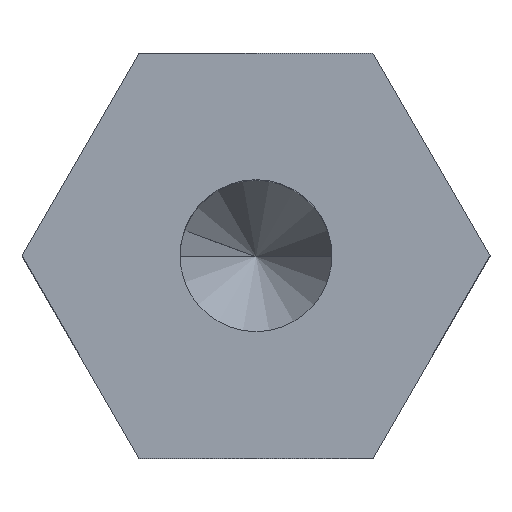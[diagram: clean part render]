
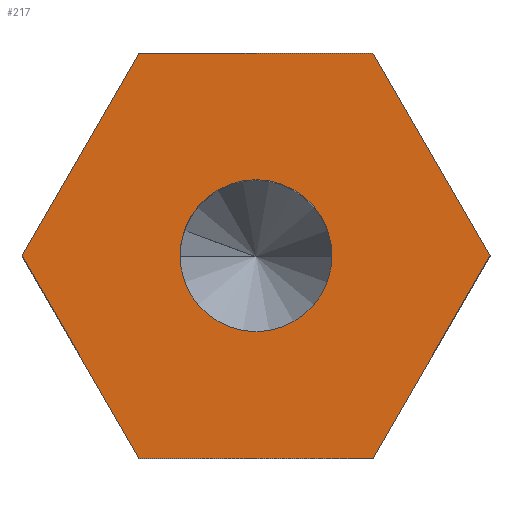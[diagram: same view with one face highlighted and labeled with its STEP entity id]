
A CAD part, top view. The second image highlights one B-rep face of the part: STEP entity #217.
In plain terms, the highlighted planar face has unit normal (0, 0, 1).
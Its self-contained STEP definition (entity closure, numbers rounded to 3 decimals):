
#30 = FACE_BOUND ( 'NONE', #1295, .T. ) ;
#43 = DIRECTION ( 'NONE',  ( -0.5, 0.866, 0. ) ) ;
#59 = CARTESIAN_POINT ( 'NONE',  ( 3.464, 6., 11. ) ) ;
#68 = CARTESIAN_POINT ( 'NONE',  ( -2.25, 0., 11. ) ) ;
#72 = CARTESIAN_POINT ( 'NONE',  ( -6.928, 0., 11. ) ) ;
#94 = VECTOR ( 'NONE', #1343, 1000. ) ;
#112 = EDGE_CURVE ( 'NONE', #1494, #1186, #470, .T. ) ;
#189 = CARTESIAN_POINT ( 'NONE',  ( 0., 0., 11. ) ) ;
#197 = CARTESIAN_POINT ( 'NONE',  ( -3.464, 6., 11. ) ) ;
#212 = CARTESIAN_POINT ( 'NONE',  ( -3.464, 6., 11. ) ) ;
#217 = ADVANCED_FACE ( 'NONE', ( #30, #958 ), #1086, .T. ) ;
#297 = DIRECTION ( 'NONE',  ( 0., 0., 1. ) ) ;
#306 = EDGE_LOOP ( 'NONE', ( #1717, #1201, #1005, #452, #575, #1472 ) ) ;
#308 = DIRECTION ( 'NONE',  ( 1., 0., 0. ) ) ;
#364 = DIRECTION ( 'NONE',  ( -0.5, -0.866, 0. ) ) ;
#372 = VERTEX_POINT ( 'NONE', #59 ) ;
#374 = EDGE_CURVE ( 'NONE', #1652, #762, #988, .T. ) ;
#452 = ORIENTED_EDGE ( 'NONE', *, *, #564, .T. ) ;
#460 = CARTESIAN_POINT ( 'NONE',  ( 0., 0., 11. ) ) ;
#470 = CIRCLE ( 'NONE', #610, 2.25 ) ;
#477 = EDGE_CURVE ( 'NONE', #762, #511, #985, .T. ) ;
#511 = VERTEX_POINT ( 'NONE', #884 ) ;
#564 = EDGE_CURVE ( 'NONE', #372, #1652, #1444, .T. ) ;
#567 = DIRECTION ( 'NONE',  ( 1., 0., 0. ) ) ;
#571 = LINE ( 'NONE', #1090, #1290 ) ;
#575 = ORIENTED_EDGE ( 'NONE', *, *, #374, .T. ) ;
#581 = CARTESIAN_POINT ( 'NONE',  ( 6.928, 0., 11. ) ) ;
#610 = AXIS2_PLACEMENT_3D ( 'NONE', #189, #297, #567 ) ;
#640 = VECTOR ( 'NONE', #1452, 1000. ) ;
#762 = VERTEX_POINT ( 'NONE', #1344 ) ;
#798 = AXIS2_PLACEMENT_3D ( 'NONE', #460, #1238, #1510 ) ;
#801 = EDGE_CURVE ( 'NONE', #1363, #1197, #571, .T. ) ;
#819 = EDGE_CURVE ( 'NONE', #1197, #372, #1227, .T. ) ;
#828 = AXIS2_PLACEMENT_3D ( 'NONE', #1624, #1504, #308 ) ;
#884 = CARTESIAN_POINT ( 'NONE',  ( -3.464, -6., 11. ) ) ;
#900 = EDGE_CURVE ( 'NONE', #1186, #1494, #1100, .T. ) ;
#932 = VECTOR ( 'NONE', #43, 1000. ) ;
#935 = LINE ( 'NONE', #1198, #94 ) ;
#958 = FACE_OUTER_BOUND ( 'NONE', #306, .T. ) ;
#963 = DIRECTION ( 'NONE',  ( 0.5, 0.866, 0. ) ) ;
#985 = LINE ( 'NONE', #72, #1526 ) ;
#988 = LINE ( 'NONE', #197, #1553 ) ;
#1005 = ORIENTED_EDGE ( 'NONE', *, *, #819, .T. ) ;
#1086 = PLANE ( 'NONE',  #828 ) ;
#1090 = CARTESIAN_POINT ( 'NONE',  ( 3.464, -6., 11. ) ) ;
#1100 = CIRCLE ( 'NONE', #798, 2.25 ) ;
#1114 = ORIENTED_EDGE ( 'NONE', *, *, #900, .F. ) ;
#1133 = EDGE_CURVE ( 'NONE', #511, #1363, #935, .T. ) ;
#1182 = CARTESIAN_POINT ( 'NONE',  ( 2.25, 0., 11. ) ) ;
#1186 = VERTEX_POINT ( 'NONE', #68 ) ;
#1197 = VERTEX_POINT ( 'NONE', #1398 ) ;
#1198 = CARTESIAN_POINT ( 'NONE',  ( -3.464, -6., 11. ) ) ;
#1201 = ORIENTED_EDGE ( 'NONE', *, *, #801, .T. ) ;
#1227 = LINE ( 'NONE', #581, #932 ) ;
#1238 = DIRECTION ( 'NONE',  ( 0., 0., 1. ) ) ;
#1290 = VECTOR ( 'NONE', #963, 1000. ) ;
#1295 = EDGE_LOOP ( 'NONE', ( #1583, #1114 ) ) ;
#1343 = DIRECTION ( 'NONE',  ( 1., 0., 0. ) ) ;
#1344 = CARTESIAN_POINT ( 'NONE',  ( -6.928, 0., 11. ) ) ;
#1363 = VERTEX_POINT ( 'NONE', #1407 ) ;
#1398 = CARTESIAN_POINT ( 'NONE',  ( 6.928, 0., 11. ) ) ;
#1407 = CARTESIAN_POINT ( 'NONE',  ( 3.464, -6., 11. ) ) ;
#1444 = LINE ( 'NONE', #1691, #640 ) ;
#1452 = DIRECTION ( 'NONE',  ( -1., 0., 0. ) ) ;
#1472 = ORIENTED_EDGE ( 'NONE', *, *, #477, .T. ) ;
#1494 = VERTEX_POINT ( 'NONE', #1182 ) ;
#1504 = DIRECTION ( 'NONE',  ( 0., 0., 1. ) ) ;
#1510 = DIRECTION ( 'NONE',  ( 1., 0., 0. ) ) ;
#1526 = VECTOR ( 'NONE', #1671, 1000. ) ;
#1553 = VECTOR ( 'NONE', #364, 1000. ) ;
#1583 = ORIENTED_EDGE ( 'NONE', *, *, #112, .F. ) ;
#1624 = CARTESIAN_POINT ( 'NONE',  ( 0., 0., 11. ) ) ;
#1652 = VERTEX_POINT ( 'NONE', #212 ) ;
#1671 = DIRECTION ( 'NONE',  ( 0.5, -0.866, 0. ) ) ;
#1691 = CARTESIAN_POINT ( 'NONE',  ( 3.464, 6., 11. ) ) ;
#1717 = ORIENTED_EDGE ( 'NONE', *, *, #1133, .T. ) ;
